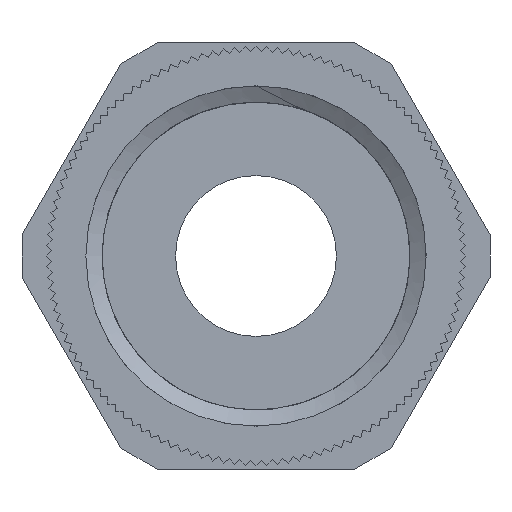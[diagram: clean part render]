
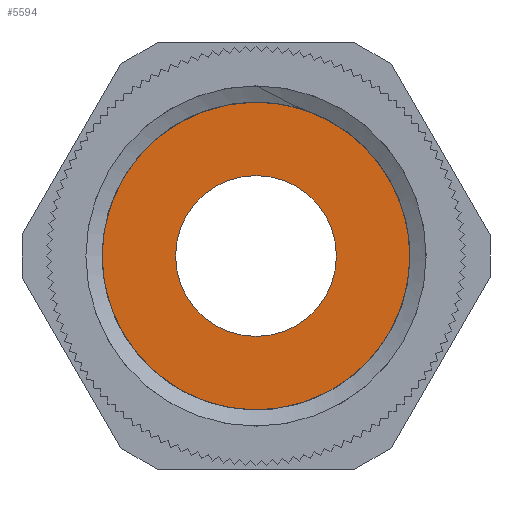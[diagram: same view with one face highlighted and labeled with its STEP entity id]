
A CAD part, left-side view. The second image highlights one B-rep face of the part: STEP entity #5594.
In plain terms, the highlighted planar face has unit normal (-1, 0, 0).
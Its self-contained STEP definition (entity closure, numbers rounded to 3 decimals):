
#18=FACE_BOUND('',#840,.T.);
#24=CIRCLE('',#5615,7.215);
#28=CIRCLE('',#5875,3.77);
#287=PLANE('',#5877);
#563=FACE_OUTER_BOUND('',#839,.T.);
#839=EDGE_LOOP('',(#4801));
#840=EDGE_LOOP('',(#4802));
#2423=VERTEX_POINT('',#8710);
#2932=VERTEX_POINT('',#10776);
#2960=EDGE_CURVE('',#2423,#2423,#24,.T.);
#3726=EDGE_CURVE('',#2932,#2932,#28,.T.);
#4801=ORIENTED_EDGE('',*,*,#2960,.F.);
#4802=ORIENTED_EDGE('',*,*,#3726,.T.);
#5594=ADVANCED_FACE('',(#563,#18),#287,.T.);
#5615=AXIS2_PLACEMENT_3D('',#8711,#5907,#5908);
#5875=AXIS2_PLACEMENT_3D('',#10777,#7185,#7186);
#5877=AXIS2_PLACEMENT_3D('',#10780,#7189,#7190);
#5907=DIRECTION('center_axis',(1.,0.,0.));
#5908=DIRECTION('ref_axis',(0.,0.,-1.));
#7185=DIRECTION('center_axis',(1.,0.,0.));
#7186=DIRECTION('ref_axis',(0.,0.,-1.));
#7189=DIRECTION('center_axis',(-1.,0.,0.));
#7190=DIRECTION('ref_axis',(0.,0.,1.));
#8710=CARTESIAN_POINT('',(-9.5,7.215,0.));
#8711=CARTESIAN_POINT('Origin',(-9.5,0.,0.));
#10776=CARTESIAN_POINT('',(-9.5,3.77,0.));
#10777=CARTESIAN_POINT('Origin',(-9.5,0.,0.));
#10780=CARTESIAN_POINT('Origin',(-9.5,7.215,0.));
